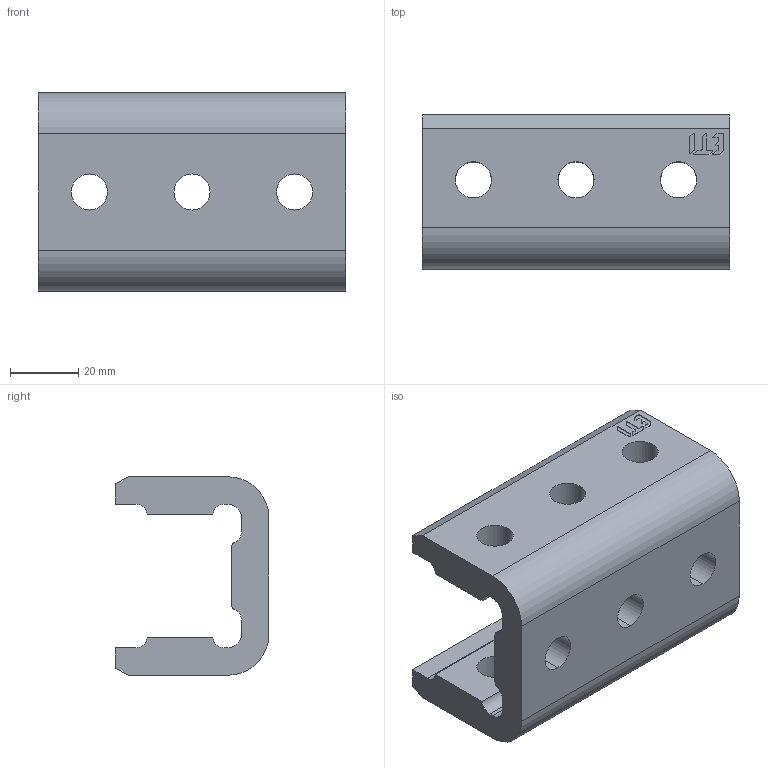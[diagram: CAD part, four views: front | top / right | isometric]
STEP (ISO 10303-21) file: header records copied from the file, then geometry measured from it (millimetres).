
FILE_DESCRIPTION((''),'2;1');
FILE_NAME('LBS-BR2000_ASM','2021-10-12T',('marketing.praksa'),('Audax d.o.o.'),'CREO PARAMETRIC BY PTC INC, 2017480','CREO PARAMETRIC BY PTC INC, 2017480','');
FILE_SCHEMA(('AUTOMOTIVE_DESIGN { 1 0 10303 214 1 1 1 1 }'));
Length unit declared in the file: millimetre
Products named in the file (3): X_KOPIJA; PRT9562; LBS-BR2000_ASM
Assembly tree (2 placements, depth 2):
  LBS-BR2000_ASM
    X_KOPIJA
    PRT9562
Bounding box: 90 x 45 x 58 mm (x, y, z)
Volume: 97435.9 mm3; surface area: 28767.5 mm2
Topology: 4 solids, 4 shells, 153 faces, 426 edges, 284 vertices
Faces by surface type: cylinder 78, plane 75
Entity records: 7706 total; most frequent: DIRECTION 898, CARTESIAN_POINT 875, ORIENTED_EDGE 852, PRESENTATION_STYLE_ASSIGNMENT 583, STYLED_ITEM 583, CURVE_STYLE 426, EDGE_CURVE 426, AXIS2_PLACEMENT_3D 314
